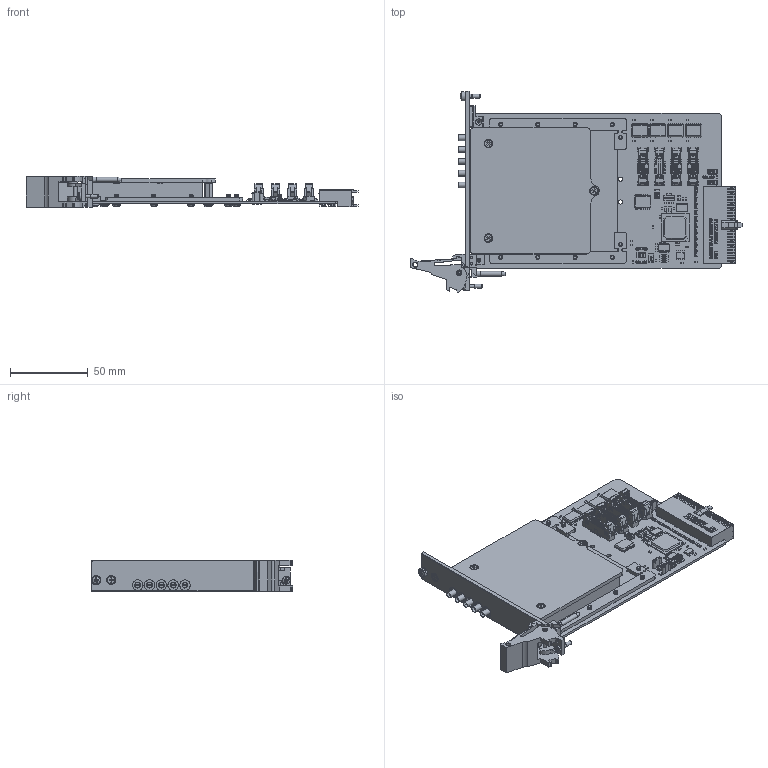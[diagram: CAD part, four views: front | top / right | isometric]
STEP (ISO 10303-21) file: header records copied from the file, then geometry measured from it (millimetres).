
FILE_DESCRIPTION (( 'STEP AP214' ), '1' );
FILE_NAME ('40-876-001 RF MUX Quad 4_1 Mother and Daughter SMB.STEP', '2013-09-13T13:04:51', ( 'admin' ), ( '' ), 'SwSTEP 2.0', 'SolidWorks 2012', '' );
FILE_SCHEMA (( 'AUTOMOTIVE_DESIGN' ));
Length unit declared in the file: millimetre
Products named in the file (1): 40-876-001 RF MUX Quad 4_1 Mother and Daughter SMB
Bounding box: 214.01 x 129.57 x 20.07 mm (x, y, z)
Surface area: 82521.6 mm2 (no closed solid volume)
Topology: 0 solids, 650 shells, 3891 faces, 17442 edges, 13587 vertices
Faces by surface type: plane 3023, cylinder 667, cone 105, torus 58, bspline 31, sphere 7
Full cylindrical faces by diameter (mm): 0.38 x5, 0.6 x110, 0.762 x41, 0.8 x4, 1.496 x2, 1.524 x8, 2 x6, 2.05 x1, 2.45 x5, 2.5 x4, 2.6 x1, 2.7 x3, 2.8 x1, 3 x3, 3.5 x5, 3.65 x5, 3.8 x2, 4.7 x4, 4.85 x13, 5 x5, 5.3 x1, 5.9 x1, 6 x1, 6.75 x5, 6.8 x3, 6.85 x5
Entity records: 223821 total; most frequent: CARTESIAN_POINT 45344, DIRECTION 26875, ORIENTED_EDGE 22985, EDGE_CURVE 16928, VERTEX_POINT 13447, VECTOR 13171, LINE 13171, AXIS2_PLACEMENT_3D 6852
